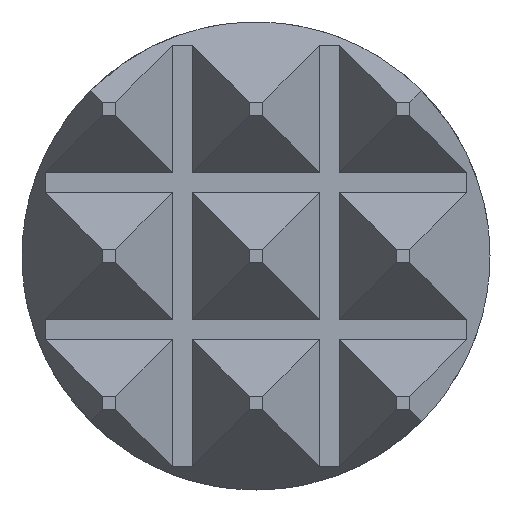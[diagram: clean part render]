
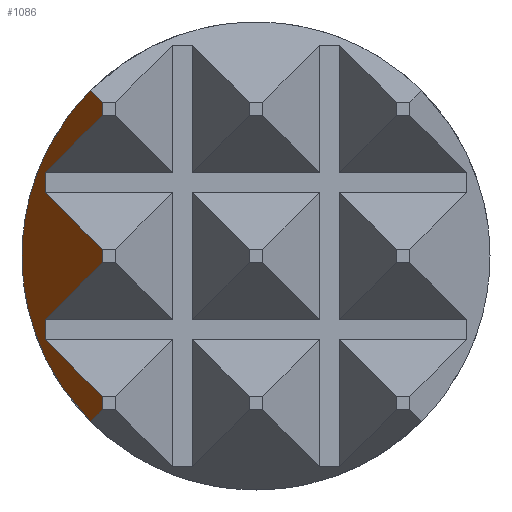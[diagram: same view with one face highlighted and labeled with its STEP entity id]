
A CAD part, left-side view. The second image highlights one B-rep face of the part: STEP entity #1086.
In plain terms, the highlighted planar face has unit normal (-0.53, 0.848, 0).
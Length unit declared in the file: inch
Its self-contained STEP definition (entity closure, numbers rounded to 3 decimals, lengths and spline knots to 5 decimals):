
#28 = VECTOR ( 'NONE', #1179, 39.37008 ) ;
#29 = DIRECTION ( 'NONE',  ( -0.749, -0.468, 0.468 ) ) ;
#36 = EDGE_CURVE ( 'NONE', #2001, #1437, #1106, .T. ) ;
#38 = DIRECTION ( 'NONE',  ( 0., 0., 1. ) ) ;
#95 = LINE ( 'NONE', #1225, #1213 ) ;
#153 = VERTEX_POINT ( 'NONE', #2306 ) ;
#171 = DIRECTION ( 'NONE',  ( 0., 0., 1. ) ) ;
#240 = CARTESIAN_POINT ( 'NONE',  ( 0.0068, 0.01575, 0.0175 ) ) ;
#272 = VECTOR ( 'NONE', #2239, 39.37008 ) ;
#304 = EDGE_CURVE ( 'NONE', #1643, #2376, #95, .T. ) ;
#322 = LINE ( 'NONE', #1819, #2573 ) ;
#367 = LINE ( 'NONE', #2286, #1979 ) ;
#435 = LINE ( 'NONE', #240, #2579 ) ;
#461 = DIRECTION ( 'NONE',  ( 0., 0., 1. ) ) ;
#475 = CARTESIAN_POINT ( 'NONE',  ( -0.01018, 0.00514, -0.00514 ) ) ;
#516 = ORIENTED_EDGE ( 'NONE', *, *, #1638, .F. ) ;
#528 = DIRECTION ( 'NONE',  ( 0.749, 0.468, 0.468 ) ) ;
#537 = PLANE ( 'NONE',  #575 ) ;
#575 = AXIS2_PLACEMENT_3D ( 'NONE', #979, #2439, #2625 ) ;
#580 = CARTESIAN_POINT ( 'NONE',  ( 0.0096, 0.0175, 0. ) ) ;
#594 = DIRECTION ( 'NONE',  ( -0.749, -0.468, 0.468 ) ) ;
#665 = CARTESIAN_POINT ( 'NONE',  ( 0., 0.0115, -0.0005 ) ) ;
#701 = ORIENTED_EDGE ( 'NONE', *, *, #971, .T. ) ;
#715 = LINE ( 'NONE', #2440, #28 ) ;
#724 = LINE ( 'NONE', #1030, #1082 ) ;
#736 = CARTESIAN_POINT ( 'NONE',  ( 0.00211, 0.01282, 0.01282 ) ) ;
#739 = EDGE_CURVE ( 'NONE', #1094, #1643, #435, .T. ) ;
#745 = CARTESIAN_POINT ( 'NONE',  ( 0., 0.0115, -0.0105 ) ) ;
#772 = CARTESIAN_POINT ( 'NONE',  ( 0.0068, 0.01575, -0.00475 ) ) ;
#784 = CARTESIAN_POINT ( 'NONE',  ( 0.00672, 0.0157, 0.00905 ) ) ;
#802 = CARTESIAN_POINT ( 'NONE',  ( 0.0068, 0.01575, -0.00625 ) ) ;
#840 = CARTESIAN_POINT ( 'NONE',  ( 0., 0.0115, -0.0115 ) ) ;
#911 = ORIENTED_EDGE ( 'NONE', *, *, #1681, .T. ) ;
#971 = EDGE_CURVE ( 'NONE', #1437, #1062, #1881, .T. ) ;
#979 = CARTESIAN_POINT ( 'NONE',  ( 0., 0.0115, -0.0175 ) ) ;
#1007 = CARTESIAN_POINT ( 'NONE',  ( 0.0068, 0.01575, 0.0175 ) ) ;
#1011 = LINE ( 'NONE', #736, #1546 ) ;
#1030 = CARTESIAN_POINT ( 'NONE',  ( 0., 0.0115, -0.0175 ) ) ;
#1058 = VERTEX_POINT ( 'NONE', #772 ) ;
#1062 = VERTEX_POINT ( 'NONE', #745 ) ;
#1068 = ORIENTED_EDGE ( 'NONE', *, *, #304, .T. ) ;
#1082 = VECTOR ( 'NONE', #461, 39.37008 ) ;
#1086 = ADVANCED_FACE ( 'NONE', ( #1202 ), #537, .F. ) ;
#1094 = VERTEX_POINT ( 'NONE', #1768 ) ;
#1106 = LINE ( 'NONE', #475, #2213 ) ;
#1150 = DIRECTION ( 'NONE',  ( 0.749, 0.468, 0.468 ) ) ;
#1164 = ORIENTED_EDGE ( 'NONE', *, *, #2206, .T. ) ;
#1179 = DIRECTION ( 'NONE',  ( 0.749, 0.468, 0.468 ) ) ;
#1202 = FACE_OUTER_BOUND ( 'NONE', #1716, .T. ) ;
#1213 = VECTOR ( 'NONE', #594, 39.37008 ) ;
#1218 = VERTEX_POINT ( 'NONE', #665 ) ;
#1225 = CARTESIAN_POINT ( 'NONE',  ( -0.00246, 0.00997, 0.01203 ) ) ;
#1299 = CARTESIAN_POINT ( 'NONE',  ( 0.0014, 0.01237, 0.01237 ) ) ;
#1326 = VECTOR ( 'NONE', #2677, 39.37008 ) ;
#1328 = CARTESIAN_POINT ( 'NONE',  ( 0.0014, 0.01237, -0.01237 ) ) ;
#1360 = ORIENTED_EDGE ( 'NONE', *, *, #2334, .T. ) ;
#1367 = CARTESIAN_POINT ( 'NONE',  ( 0.0014, 0.01237, 0.01237 ) ) ;
#1429 = LINE ( 'NONE', #1007, #2698 ) ;
#1437 = VERTEX_POINT ( 'NONE', #840 ) ;
#1505 = DIRECTION ( 'NONE',  ( -0.749, -0.468, 0.468 ) ) ;
#1546 = VECTOR ( 'NONE', #528, 39.37008 ) ;
#1552 = VERTEX_POINT ( 'NONE', #802 ) ;
#1593 = CARTESIAN_POINT ( 'NONE',  ( 0.0096, 0.0175, 0. ) ) ;
#1624 = EDGE_CURVE ( 'NONE', #2376, #153, #1817, .T. ) ;
#1638 = EDGE_CURVE ( 'NONE', #1684, #2315, #2111, .T. ) ;
#1643 = VERTEX_POINT ( 'NONE', #1959 ) ;
#1681 = EDGE_CURVE ( 'NONE', #1062, #1552, #715, .T. ) ;
#1684 = VERTEX_POINT ( 'NONE', #1593 ) ;
#1689 = CARTESIAN_POINT ( 'NONE',  ( 0.0096, 0.0175, 0. ) ) ;
#1716 = EDGE_LOOP ( 'NONE', ( #2063, #1068, #2387, #1796, #516, #2632, #2717, #701, #911, #1164, #1972, #1360, #2580 ) ) ;
#1742 = EDGE_CURVE ( 'NONE', #153, #2315, #1011, .T. ) ;
#1768 = CARTESIAN_POINT ( 'NONE',  ( 0.0068, 0.01575, 0.00475 ) ) ;
#1796 = ORIENTED_EDGE ( 'NONE', *, *, #1742, .T. ) ;
#1810 = CARTESIAN_POINT ( 'NONE',  ( 0., 0.0115, -0.0175 ) ) ;
#1817 = LINE ( 'NONE', #2038, #1326 ) ;
#1819 = CARTESIAN_POINT ( 'NONE',  ( 0.00596, 0.01523, 0.00423 ) ) ;
#1825 = CARTESIAN_POINT ( 'NONE',  ( 0.0096, 0.0175, 0.0047 ) ) ;
#1880 =( BOUNDED_CURVE ( )  B_SPLINE_CURVE ( 3, ( #2322, #2557, #2300, #1689 ),
 .UNSPECIFIED., .F., .F. ) 
 B_SPLINE_CURVE_WITH_KNOTS ( ( 4, 4 ),
 ( 5.49779, 6.28319 ),
 .UNSPECIFIED. ) 
 CURVE ( )  GEOMETRIC_REPRESENTATION_ITEM ( )  RATIONAL_B_SPLINE_CURVE ( ( 1., 0.949, 0.949, 1. ) ) 
 REPRESENTATION_ITEM ( '' )  );
#1881 = LINE ( 'NONE', #1810, #272 ) ;
#1922 = EDGE_CURVE ( 'NONE', #2001, #1684, #1880, .T. ) ;
#1959 = CARTESIAN_POINT ( 'NONE',  ( 0.0068, 0.01575, 0.00625 ) ) ;
#1972 = ORIENTED_EDGE ( 'NONE', *, *, #2083, .T. ) ;
#1979 = VECTOR ( 'NONE', #29, 39.37008 ) ;
#2001 = VERTEX_POINT ( 'NONE', #1328 ) ;
#2038 = CARTESIAN_POINT ( 'NONE',  ( 0., 0.0115, -0.0175 ) ) ;
#2063 = ORIENTED_EDGE ( 'NONE', *, *, #739, .T. ) ;
#2083 = EDGE_CURVE ( 'NONE', #1058, #1218, #367, .T. ) ;
#2111 =( BOUNDED_CURVE ( )  B_SPLINE_CURVE ( 3, ( #580, #1825, #784, #1367 ),
 .UNSPECIFIED., .F., .F. ) 
 B_SPLINE_CURVE_WITH_KNOTS ( ( 4, 4 ),
 ( 0., 0.7854 ),
 .UNSPECIFIED. ) 
 CURVE ( )  GEOMETRIC_REPRESENTATION_ITEM ( )  RATIONAL_B_SPLINE_CURVE ( ( 1., 0.949, 0.949, 1. ) ) 
 REPRESENTATION_ITEM ( '' )  );
#2206 = EDGE_CURVE ( 'NONE', #1552, #1058, #1429, .T. ) ;
#2213 = VECTOR ( 'NONE', #1505, 39.37008 ) ;
#2239 = DIRECTION ( 'NONE',  ( 0., 0., 1. ) ) ;
#2286 = CARTESIAN_POINT ( 'NONE',  ( -0.00632, 0.00755, 0.00345 ) ) ;
#2300 = CARTESIAN_POINT ( 'NONE',  ( 0.0096, 0.0175, -0.0047 ) ) ;
#2306 = CARTESIAN_POINT ( 'NONE',  ( 0., 0.0115, 0.0115 ) ) ;
#2315 = VERTEX_POINT ( 'NONE', #1299 ) ;
#2317 = CARTESIAN_POINT ( 'NONE',  ( 0., 0.0115, 0.0105 ) ) ;
#2322 = CARTESIAN_POINT ( 'NONE',  ( 0.0014, 0.01237, -0.01237 ) ) ;
#2334 = EDGE_CURVE ( 'NONE', #1218, #2674, #724, .T. ) ;
#2376 = VERTEX_POINT ( 'NONE', #2317 ) ;
#2379 = CARTESIAN_POINT ( 'NONE',  ( 0., 0.0115, 0.0005 ) ) ;
#2387 = ORIENTED_EDGE ( 'NONE', *, *, #1624, .T. ) ;
#2439 = DIRECTION ( 'NONE',  ( 0.53, -0.848, 0. ) ) ;
#2440 = CARTESIAN_POINT ( 'NONE',  ( 0.00982, 0.01764, -0.00436 ) ) ;
#2552 = EDGE_CURVE ( 'NONE', #2674, #1094, #322, .T. ) ;
#2557 = CARTESIAN_POINT ( 'NONE',  ( 0.00672, 0.0157, -0.00905 ) ) ;
#2573 = VECTOR ( 'NONE', #1150, 39.37008 ) ;
#2579 = VECTOR ( 'NONE', #171, 39.37008 ) ;
#2580 = ORIENTED_EDGE ( 'NONE', *, *, #2552, .T. ) ;
#2625 = DIRECTION ( 'NONE',  ( 0.848, 0.53, 0. ) ) ;
#2632 = ORIENTED_EDGE ( 'NONE', *, *, #1922, .F. ) ;
#2674 = VERTEX_POINT ( 'NONE', #2379 ) ;
#2677 = DIRECTION ( 'NONE',  ( 0., 0., 1. ) ) ;
#2698 = VECTOR ( 'NONE', #38, 39.37008 ) ;
#2717 = ORIENTED_EDGE ( 'NONE', *, *, #36, .T. ) ;
